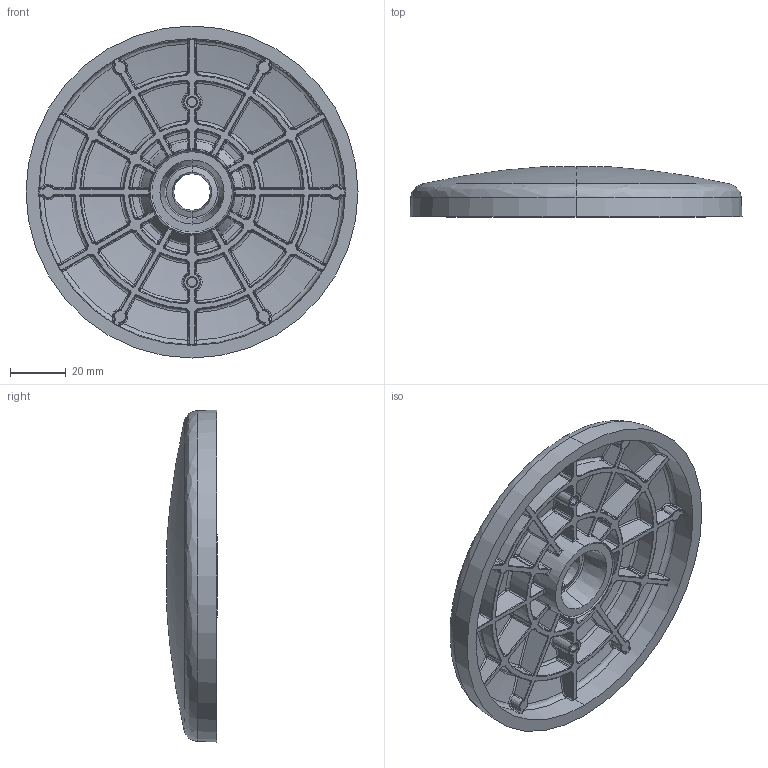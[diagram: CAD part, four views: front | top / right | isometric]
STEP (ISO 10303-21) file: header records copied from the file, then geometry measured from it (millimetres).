
FILE_DESCRIPTION (( 'STEP AP214' ), '1' );
FILE_NAME ('098a120zs.STEP', '2014-09-09T13:56:20', ( '' ), ( '' ), 'SwSTEP 2.0', 'SolidWorks 2014', '' );
FILE_SCHEMA (( 'AUTOMOTIVE_DESIGN' ));
Length unit declared in the file: inch
Products named in the file (1): 098a120zs
Bounding box: 119 x 18.2 x 119 mm (x, y, z)
Volume: 62321.9 mm3; surface area: 41341.9 mm2
Topology: 1 solids, 1 shells, 1479 faces, 3365 edges, 1880 vertices
Faces by surface type: bspline 1150, cone 148, plane 93, cylinder 88
Entity records: 81356 total; most frequent: CARTESIAN_POINT 37072, ORIENTED_EDGE 6682, EDGE_CURVE 3341, DIRECTION 3302, VERTEX_POINT 1880, B_SPLINE_CURVE_WITH_KNOTS 1622, EDGE_LOOP 1497, LENGTH_MEASURE_WITH_UNIT 1482
